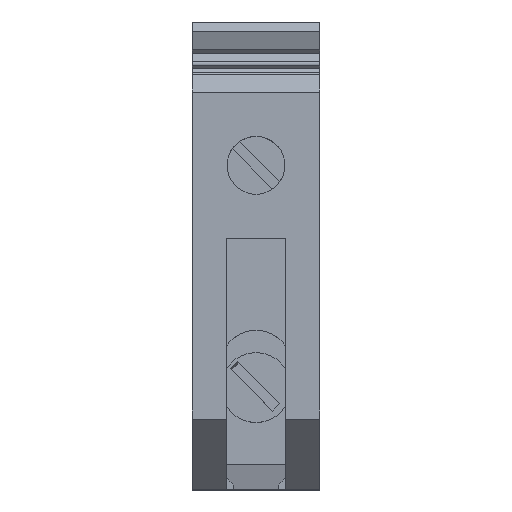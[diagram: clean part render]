
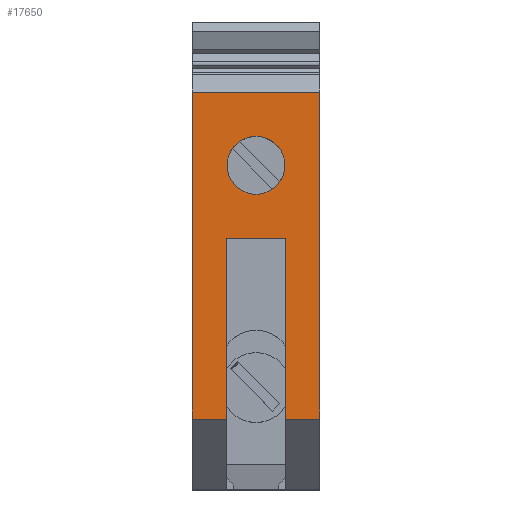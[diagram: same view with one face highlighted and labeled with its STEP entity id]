
A CAD part, top view. The second image highlights one B-rep face of the part: STEP entity #17650.
In plain terms, the highlighted face is planar.
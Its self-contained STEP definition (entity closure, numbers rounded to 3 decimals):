
#530=CARTESIAN_POINT('',(-42.847,-133.34,0.));
#540=DIRECTION('',(0.,0.,1.));
#550=VECTOR('',#540,1.);
#560=LINE('',#530,#550);
#570=CARTESIAN_POINT('',(-42.847,-133.34,3.5));
#580=VERTEX_POINT('',#570);
#590=CARTESIAN_POINT('',(-42.847,-133.34,7.5));
#600=VERTEX_POINT('',#590);
#610=EDGE_CURVE('',#580,#600,#560,.T.);
#6260=CARTESIAN_POINT('',(0.,-133.34,3.5));
#6270=DIRECTION('',(1.,0.,0.));
#6280=VECTOR('',#6270,1.);
#6290=LINE('',#6260,#6280);
#6300=CARTESIAN_POINT('',(-64.097,-133.34,3.5));
#6310=VERTEX_POINT('',#6300);
#6320=EDGE_CURVE('',#6310,#580,#6290,.T.);
#12600=CARTESIAN_POINT('',(-81.247,-133.34,7.5));
#12610=VERTEX_POINT('',#12600);
#12640=CARTESIAN_POINT('',(0.,-133.34,7.5));
#12650=DIRECTION('',(1.,0.,0.));
#12660=VECTOR('',#12650,1.);
#12670=LINE('',#12640,#12660);
#12680=EDGE_CURVE('',#12610,#600,#12670,.T.);
#16870=CARTESIAN_POINT('',(-64.097,-133.34,-3.5));
#16880=VERTEX_POINT('',#16870);
#16930=CARTESIAN_POINT('',(-64.097,-133.34,0.));
#16940=DIRECTION('',(0.,0.,1.));
#16950=VECTOR('',#16940,1.);
#16960=LINE('',#16930,#16950);
#16970=EDGE_CURVE('',#16880,#6310,#16960,.T.);
#17090=CARTESIAN_POINT('',(-67.347,-133.34,-6.6));
#17100=DIRECTION('',(-0.,1.,0.));
#17110=DIRECTION('',(1.,0.,0.));
#17120=AXIS2_PLACEMENT_3D('',#17090,#17100,#17110);
#17130=PLANE('',#17120);
#17140=CARTESIAN_POINT('',(-72.647,-133.34,0.));
#17150=DIRECTION('',(0.,-1.,0.));
#17160=DIRECTION('',(-1.,0.,0.));
#17170=AXIS2_PLACEMENT_3D('',#17140,#17150,#17160);
#17180=CIRCLE('',#17170,3.4);
#17190=CARTESIAN_POINT('',(-76.047,-133.34,0.));
#17200=VERTEX_POINT('',#17190);
#17210=CARTESIAN_POINT('',(-69.247,-133.34,
0.));
#17220=VERTEX_POINT('',#17210);
#17230=EDGE_CURVE('',#17200,#17220,#17180,.T.);
#17240=ORIENTED_EDGE('',*,*,#17230,.T.);
#17250=EDGE_CURVE('',#17220,#17200,#17180,.T.);
#17260=ORIENTED_EDGE('',*,*,#17250,.T.);
#17270=EDGE_LOOP('',(#17260,#17240));
#17280=FACE_BOUND('',#17270,.T.);
#17290=CARTESIAN_POINT('',(0.,-133.34,-7.5));
#17300=DIRECTION('',(1.,0.,0.));
#17310=VECTOR('',#17300,1.);
#17320=LINE('',#17290,#17310);
#17330=CARTESIAN_POINT('',(-81.247,-133.34,-7.5));
#17340=VERTEX_POINT('',#17330);
#17350=CARTESIAN_POINT('',(-42.847,-133.34,-7.5));
#17360=VERTEX_POINT('',#17350);
#17370=EDGE_CURVE('',#17340,#17360,#17320,.T.);
#17380=ORIENTED_EDGE('',*,*,#17370,.F.);
#17390=CARTESIAN_POINT('',(-42.847,-133.34,0.));
#17400=DIRECTION('',(0.,0.,-1.));
#17410=VECTOR('',#17400,1.);
#17420=LINE('',#17390,#17410);
#17430=CARTESIAN_POINT('',(-42.847,-133.34,-3.5));
#17440=VERTEX_POINT('',#17430);
#17450=EDGE_CURVE('',#17440,#17360,#17420,.T.);
#17460=ORIENTED_EDGE('',*,*,#17450,.T.);
#17470=CARTESIAN_POINT('',(0.,-133.34,-3.5));
#17480=DIRECTION('',(1.,0.,0.));
#17490=VECTOR('',#17480,1.);
#17500=LINE('',#17470,#17490);
#17510=EDGE_CURVE('',#16880,#17440,#17500,.T.);
#17520=ORIENTED_EDGE('',*,*,#17510,.T.);
#17530=ORIENTED_EDGE('',*,*,#16970,.F.);
#17540=ORIENTED_EDGE('',*,*,#6320,.F.);
#17550=ORIENTED_EDGE('',*,*,#610,.F.);
#17560=ORIENTED_EDGE('',*,*,#12680,.T.);
#17570=CARTESIAN_POINT('',(-81.247,-133.34,0.));
#17580=DIRECTION('',(0.,0.,1.));
#17590=VECTOR('',#17580,1.);
#17600=LINE('',#17570,#17590);
#17610=EDGE_CURVE('',#17340,#12610,#17600,.T.);
#17620=ORIENTED_EDGE('',*,*,#17610,.T.);
#17630=EDGE_LOOP('',(#17620,#17560,#17550,#17540,#17530,#17520,#17460,
#17380));
#17640=FACE_OUTER_BOUND('',#17630,.T.);
#17650=ADVANCED_FACE('',(#17280,#17640),#17130,.T.);
